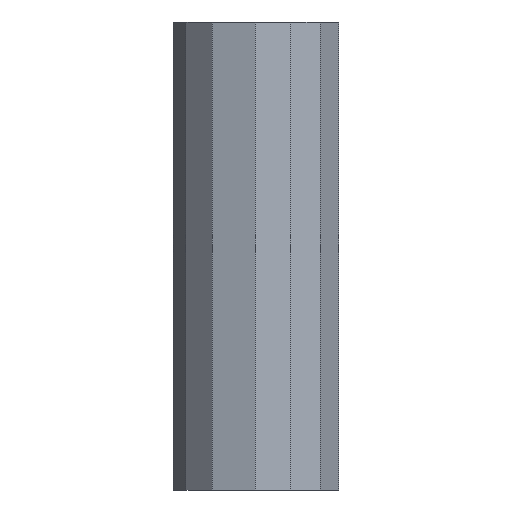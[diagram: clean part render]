
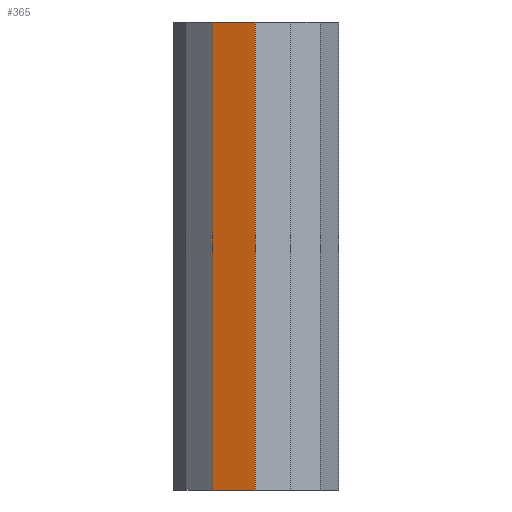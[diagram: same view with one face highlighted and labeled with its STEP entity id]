
A CAD part, left-side view. The second image highlights one B-rep face of the part: STEP entity #365.
In plain terms, the highlighted planar face has unit normal (-0.966, 0.257, 0).
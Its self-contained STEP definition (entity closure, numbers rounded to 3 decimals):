
#72 = PLANE('',#73);
#73 = AXIS2_PLACEMENT_3D('',#74,#75,#76);
#74 = CARTESIAN_POINT('',(0.18,-0.062,210.));
#75 = DIRECTION('',(0.,0.,1.));
#76 = DIRECTION('',(1.,0.,0.));
#126 = PLANE('',#127);
#127 = AXIS2_PLACEMENT_3D('',#128,#129,#130);
#128 = CARTESIAN_POINT('',(0.18,-0.062,0.));
#129 = DIRECTION('',(0.,0.,1.));
#130 = DIRECTION('',(1.,0.,0.));
#257 = PLANE('',#258);
#258 = AXIS2_PLACEMENT_3D('',#259,#260,#261);
#259 = CARTESIAN_POINT('',(-20.552,31.287,0.));
#260 = DIRECTION('',(0.704,-0.71,0.));
#261 = DIRECTION('',(-0.71,-0.704,0.));
#295 = VERTEX_POINT('',#296);
#296 = CARTESIAN_POINT('',(-32.397,19.554,210.));
#317 = EDGE_CURVE('',#318,#295,#320,.T.);
#318 = VERTEX_POINT('',#319);
#319 = CARTESIAN_POINT('',(-32.397,19.554,0.));
#320 = SURFACE_CURVE('',#321,(#325,#332),.PCURVE_S1.);
#321 = LINE('',#322,#323);
#322 = CARTESIAN_POINT('',(-32.397,19.554,0.));
#323 = VECTOR('',#324,1.);
#324 = DIRECTION('',(0.,0.,1.));
#325 = PCURVE('',#257,#326);
#326 = DEFINITIONAL_REPRESENTATION('',(#327),#331);
#327 = LINE('',#328,#329);
#328 = CARTESIAN_POINT('',(16.672,-0.));
#329 = VECTOR('',#330,1.);
#330 = DIRECTION('',(0.,-1.));
#331 = ( GEOMETRIC_REPRESENTATION_CONTEXT(2) 
PARAMETRIC_REPRESENTATION_CONTEXT() REPRESENTATION_CONTEXT('2D SPACE',''
  ) );
#332 = PCURVE('',#333,#338);
#333 = PLANE('',#334);
#334 = AXIS2_PLACEMENT_3D('',#335,#336,#337);
#335 = CARTESIAN_POINT('',(-32.397,19.554,0.));
#336 = DIRECTION('',(0.966,-0.257,0.));
#337 = DIRECTION('',(-0.257,-0.966,0.));
#338 = DEFINITIONAL_REPRESENTATION('',(#339),#343);
#339 = LINE('',#340,#341);
#340 = CARTESIAN_POINT('',(0.,0.));
#341 = VECTOR('',#342,1.);
#342 = DIRECTION('',(0.,-1.));
#343 = ( GEOMETRIC_REPRESENTATION_CONTEXT(2) 
PARAMETRIC_REPRESENTATION_CONTEXT() REPRESENTATION_CONTEXT('2D SPACE',''
  ) );
#365 = ADVANCED_FACE('',(#366),#333,.F.);
#366 = FACE_BOUND('',#367,.F.);
#367 = EDGE_LOOP('',(#368,#369,#392,#420));
#368 = ORIENTED_EDGE('',*,*,#317,.T.);
#369 = ORIENTED_EDGE('',*,*,#370,.T.);
#370 = EDGE_CURVE('',#295,#371,#373,.T.);
#371 = VERTEX_POINT('',#372);
#372 = CARTESIAN_POINT('',(-37.537,0.248,210.));
#373 = SURFACE_CURVE('',#374,(#378,#385),.PCURVE_S1.);
#374 = LINE('',#375,#376);
#375 = CARTESIAN_POINT('',(-32.397,19.554,210.));
#376 = VECTOR('',#377,1.);
#377 = DIRECTION('',(-0.257,-0.966,0.));
#378 = PCURVE('',#333,#379);
#379 = DEFINITIONAL_REPRESENTATION('',(#380),#384);
#380 = LINE('',#381,#382);
#381 = CARTESIAN_POINT('',(0.,-210.));
#382 = VECTOR('',#383,1.);
#383 = DIRECTION('',(1.,-0.));
#384 = ( GEOMETRIC_REPRESENTATION_CONTEXT(2) 
PARAMETRIC_REPRESENTATION_CONTEXT() REPRESENTATION_CONTEXT('2D SPACE',''
  ) );
#385 = PCURVE('',#72,#386);
#386 = DEFINITIONAL_REPRESENTATION('',(#387),#391);
#387 = LINE('',#388,#389);
#388 = CARTESIAN_POINT('',(-32.576,19.616));
#389 = VECTOR('',#390,1.);
#390 = DIRECTION('',(-0.257,-0.966));
#391 = ( GEOMETRIC_REPRESENTATION_CONTEXT(2) 
PARAMETRIC_REPRESENTATION_CONTEXT() REPRESENTATION_CONTEXT('2D SPACE',''
  ) );
#392 = ORIENTED_EDGE('',*,*,#393,.F.);
#393 = EDGE_CURVE('',#394,#371,#396,.T.);
#394 = VERTEX_POINT('',#395);
#395 = CARTESIAN_POINT('',(-37.537,0.248,0.));
#396 = SURFACE_CURVE('',#397,(#401,#408),.PCURVE_S1.);
#397 = LINE('',#398,#399);
#398 = CARTESIAN_POINT('',(-37.537,0.248,0.));
#399 = VECTOR('',#400,1.);
#400 = DIRECTION('',(0.,0.,1.));
#401 = PCURVE('',#333,#402);
#402 = DEFINITIONAL_REPRESENTATION('',(#403),#407);
#403 = LINE('',#404,#405);
#404 = CARTESIAN_POINT('',(19.978,-0.));
#405 = VECTOR('',#406,1.);
#406 = DIRECTION('',(0.,-1.));
#407 = ( GEOMETRIC_REPRESENTATION_CONTEXT(2) 
PARAMETRIC_REPRESENTATION_CONTEXT() REPRESENTATION_CONTEXT('2D SPACE',''
  ) );
#408 = PCURVE('',#409,#414);
#409 = PLANE('',#410);
#410 = AXIS2_PLACEMENT_3D('',#411,#412,#413);
#411 = CARTESIAN_POINT('',(-37.537,0.248,0.));
#412 = DIRECTION('',(0.978,0.207,0.));
#413 = DIRECTION('',(0.207,-0.978,0.));
#414 = DEFINITIONAL_REPRESENTATION('',(#415),#419);
#415 = LINE('',#416,#417);
#416 = CARTESIAN_POINT('',(0.,0.));
#417 = VECTOR('',#418,1.);
#418 = DIRECTION('',(0.,-1.));
#419 = ( GEOMETRIC_REPRESENTATION_CONTEXT(2) 
PARAMETRIC_REPRESENTATION_CONTEXT() REPRESENTATION_CONTEXT('2D SPACE',''
  ) );
#420 = ORIENTED_EDGE('',*,*,#421,.F.);
#421 = EDGE_CURVE('',#318,#394,#422,.T.);
#422 = SURFACE_CURVE('',#423,(#427,#434),.PCURVE_S1.);
#423 = LINE('',#424,#425);
#424 = CARTESIAN_POINT('',(-32.397,19.554,0.));
#425 = VECTOR('',#426,1.);
#426 = DIRECTION('',(-0.257,-0.966,0.));
#427 = PCURVE('',#333,#428);
#428 = DEFINITIONAL_REPRESENTATION('',(#429),#433);
#429 = LINE('',#430,#431);
#430 = CARTESIAN_POINT('',(0.,0.));
#431 = VECTOR('',#432,1.);
#432 = DIRECTION('',(1.,-0.));
#433 = ( GEOMETRIC_REPRESENTATION_CONTEXT(2) 
PARAMETRIC_REPRESENTATION_CONTEXT() REPRESENTATION_CONTEXT('2D SPACE',''
  ) );
#434 = PCURVE('',#126,#435);
#435 = DEFINITIONAL_REPRESENTATION('',(#436),#440);
#436 = LINE('',#437,#438);
#437 = CARTESIAN_POINT('',(-32.576,19.616));
#438 = VECTOR('',#439,1.);
#439 = DIRECTION('',(-0.257,-0.966));
#440 = ( GEOMETRIC_REPRESENTATION_CONTEXT(2) 
PARAMETRIC_REPRESENTATION_CONTEXT() REPRESENTATION_CONTEXT('2D SPACE',''
  ) );
